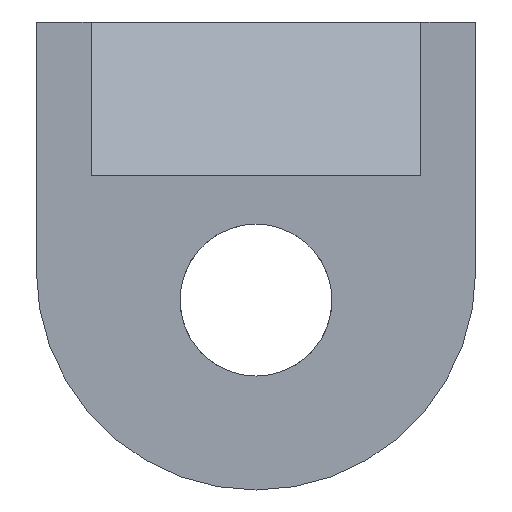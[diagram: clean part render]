
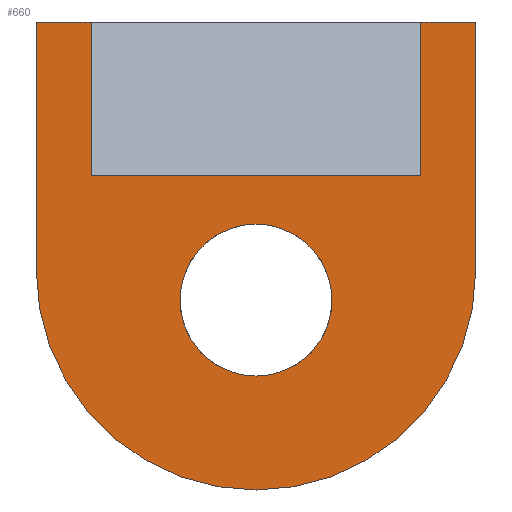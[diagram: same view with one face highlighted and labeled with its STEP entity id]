
A CAD part, front view. The second image highlights one B-rep face of the part: STEP entity #660.
In plain terms, the highlighted planar face has unit normal (0, -1, 0).
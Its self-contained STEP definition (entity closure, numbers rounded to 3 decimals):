
#6 = AXIS2_PLACEMENT_3D ( 'NONE', #612, #1005, #925 ) ;
#20 = VERTEX_POINT ( 'NONE', #743 ) ;
#28 = CARTESIAN_POINT ( 'NONE',  ( 5.785, 0., -12.32 ) ) ;
#46 = LINE ( 'NONE', #434, #230 ) ;
#53 = ORIENTED_EDGE ( 'NONE', *, *, #744, .T. ) ;
#68 = VERTEX_POINT ( 'NONE', #497 ) ;
#75 = VECTOR ( 'NONE', #829, 1000. ) ;
#76 = CARTESIAN_POINT ( 'NONE',  ( 5.785, 0., -7.32 ) ) ;
#77 = EDGE_CURVE ( 'NONE', #757, #20, #881, .T. ) ;
#79 = DIRECTION ( 'NONE',  ( 0., 0., 1. ) ) ;
#88 = ORIENTED_EDGE ( 'NONE', *, *, #571, .T. ) ;
#105 = ORIENTED_EDGE ( 'NONE', *, *, #360, .T. ) ;
#113 = CARTESIAN_POINT ( 'NONE',  ( 0., 0., 0. ) ) ;
#116 = VERTEX_POINT ( 'NONE', #1084 ) ;
#120 = VECTOR ( 'NONE', #709, 1000. ) ;
#124 = DIRECTION ( 'NONE',  ( 0., 0., -1. ) ) ;
#131 = ORIENTED_EDGE ( 'NONE', *, *, #818, .T. ) ;
#174 = CARTESIAN_POINT ( 'NONE',  ( 11.57, 0., 0. ) ) ;
#230 = VECTOR ( 'NONE', #124, 1000. ) ;
#264 = VERTEX_POINT ( 'NONE', #28 ) ;
#267 = VERTEX_POINT ( 'NONE', #113 ) ;
#268 = DIRECTION ( 'NONE',  ( 0., 1., 0. ) ) ;
#274 = AXIS2_PLACEMENT_3D ( 'NONE', #76, #1141, #1038 ) ;
#278 = DIRECTION ( 'NONE',  ( 0., 0., 1. ) ) ;
#322 = EDGE_CURVE ( 'NONE', #560, #264, #627, .T. ) ;
#356 = CARTESIAN_POINT ( 'NONE',  ( 11.57, 0., -6.535 ) ) ;
#360 = EDGE_CURVE ( 'NONE', #264, #788, #893, .T. ) ;
#362 = CARTESIAN_POINT ( 'NONE',  ( 1.445, 0., 0. ) ) ;
#366 = VERTEX_POINT ( 'NONE', #1027 ) ;
#371 = DIRECTION ( 'NONE',  ( 0., -1., 0. ) ) ;
#409 = EDGE_LOOP ( 'NONE', ( #1006, #131 ) ) ;
#423 = CARTESIAN_POINT ( 'NONE',  ( 5.785, 0., -9.32 ) ) ;
#434 = CARTESIAN_POINT ( 'NONE',  ( 0., 0., 0. ) ) ;
#437 = CARTESIAN_POINT ( 'NONE',  ( 0., 0., -6.535 ) ) ;
#486 = VECTOR ( 'NONE', #1065, 1000. ) ;
#493 = EDGE_LOOP ( 'NONE', ( #1029, #53, #983, #763, #959, #105, #855, #688, #88 ) ) ;
#497 = CARTESIAN_POINT ( 'NONE',  ( 10.125, 0., -4.045 ) ) ;
#505 = DIRECTION ( 'NONE',  ( 0., 0., -1. ) ) ;
#528 = CARTESIAN_POINT ( 'NONE',  ( 11.57, 0., 0. ) ) ;
#559 = CARTESIAN_POINT ( 'NONE',  ( 1.445, 0., 0. ) ) ;
#560 = VERTEX_POINT ( 'NONE', #437 ) ;
#571 = EDGE_CURVE ( 'NONE', #20, #68, #909, .T. ) ;
#587 = EDGE_CURVE ( 'NONE', #267, #560, #46, .T. ) ;
#597 = LINE ( 'NONE', #989, #1101 ) ;
#603 = CIRCLE ( 'NONE', #689, 2. ) ;
#604 = FACE_BOUND ( 'NONE', #409, .T. ) ;
#610 = VECTOR ( 'NONE', #505, 1000. ) ;
#612 = CARTESIAN_POINT ( 'NONE',  ( 11.57, 0., 0. ) ) ;
#626 = LINE ( 'NONE', #528, #120 ) ;
#627 = CIRCLE ( 'NONE', #1002, 5.785 ) ;
#628 = EDGE_CURVE ( 'NONE', #675, #267, #597, .T. ) ;
#634 = DIRECTION ( 'NONE',  ( 0., -1., 0. ) ) ;
#660 = ADVANCED_FACE ( 'NONE', ( #604, #712 ), #998, .F. ) ;
#675 = VERTEX_POINT ( 'NONE', #559 ) ;
#688 = ORIENTED_EDGE ( 'NONE', *, *, #77, .T. ) ;
#689 = AXIS2_PLACEMENT_3D ( 'NONE', #729, #268, #79 ) ;
#709 = DIRECTION ( 'NONE',  ( 0., 0., -1. ) ) ;
#712 = FACE_OUTER_BOUND ( 'NONE', #493, .T. ) ;
#729 = CARTESIAN_POINT ( 'NONE',  ( 5.785, 0., -7.32 ) ) ;
#743 = CARTESIAN_POINT ( 'NONE',  ( 10.125, 0., 0. ) ) ;
#744 = EDGE_CURVE ( 'NONE', #366, #675, #1144, .T. ) ;
#746 = CARTESIAN_POINT ( 'NONE',  ( 5.785, 0., -6.535 ) ) ;
#757 = VERTEX_POINT ( 'NONE', #174 ) ;
#763 = ORIENTED_EDGE ( 'NONE', *, *, #587, .T. ) ;
#788 = VERTEX_POINT ( 'NONE', #356 ) ;
#791 = AXIS2_PLACEMENT_3D ( 'NONE', #1135, #371, #278 ) ;
#793 = DIRECTION ( 'NONE',  ( -1., 0., 0. ) ) ;
#818 = EDGE_CURVE ( 'NONE', #1260, #116, #603, .T. ) ;
#829 = DIRECTION ( 'NONE',  ( 0., 0., 1. ) ) ;
#842 = CIRCLE ( 'NONE', #274, 2. ) ;
#855 = ORIENTED_EDGE ( 'NONE', *, *, #1130, .F. ) ;
#881 = LINE ( 'NONE', #974, #486 ) ;
#888 = CARTESIAN_POINT ( 'NONE',  ( 10.125, 0., 0. ) ) ;
#893 = CIRCLE ( 'NONE', #791, 5.785 ) ;
#906 = DIRECTION ( 'NONE',  ( -1., 0., 0. ) ) ;
#909 = LINE ( 'NONE', #888, #610 ) ;
#925 = DIRECTION ( 'NONE',  ( 0., 0., 1. ) ) ;
#938 = EDGE_CURVE ( 'NONE', #116, #1260, #842, .T. ) ;
#959 = ORIENTED_EDGE ( 'NONE', *, *, #322, .T. ) ;
#974 = CARTESIAN_POINT ( 'NONE',  ( 11.57, 0., 0. ) ) ;
#983 = ORIENTED_EDGE ( 'NONE', *, *, #628, .T. ) ;
#989 = CARTESIAN_POINT ( 'NONE',  ( 11.57, 0., 0. ) ) ;
#996 = VECTOR ( 'NONE', #906, 1000. ) ;
#998 = PLANE ( 'NONE',  #6 ) ;
#1002 = AXIS2_PLACEMENT_3D ( 'NONE', #746, #634, #1139 ) ;
#1005 = DIRECTION ( 'NONE',  ( 0., 1., 0. ) ) ;
#1006 = ORIENTED_EDGE ( 'NONE', *, *, #938, .T. ) ;
#1019 = CARTESIAN_POINT ( 'NONE',  ( 11.57, 0., -4.045 ) ) ;
#1027 = CARTESIAN_POINT ( 'NONE',  ( 1.445, 0., -4.045 ) ) ;
#1029 = ORIENTED_EDGE ( 'NONE', *, *, #1145, .T. ) ;
#1038 = DIRECTION ( 'NONE',  ( 0., 0., 1. ) ) ;
#1065 = DIRECTION ( 'NONE',  ( -1., 0., 0. ) ) ;
#1084 = CARTESIAN_POINT ( 'NONE',  ( 5.785, 0., -5.32 ) ) ;
#1101 = VECTOR ( 'NONE', #793, 1000. ) ;
#1103 = LINE ( 'NONE', #1019, #996 ) ;
#1130 = EDGE_CURVE ( 'NONE', #757, #788, #626, .T. ) ;
#1135 = CARTESIAN_POINT ( 'NONE',  ( 5.785, 0., -6.535 ) ) ;
#1139 = DIRECTION ( 'NONE',  ( 0., 0., 1. ) ) ;
#1141 = DIRECTION ( 'NONE',  ( 0., 1., 0. ) ) ;
#1144 = LINE ( 'NONE', #362, #75 ) ;
#1145 = EDGE_CURVE ( 'NONE', #68, #366, #1103, .T. ) ;
#1260 = VERTEX_POINT ( 'NONE', #423 ) ;
